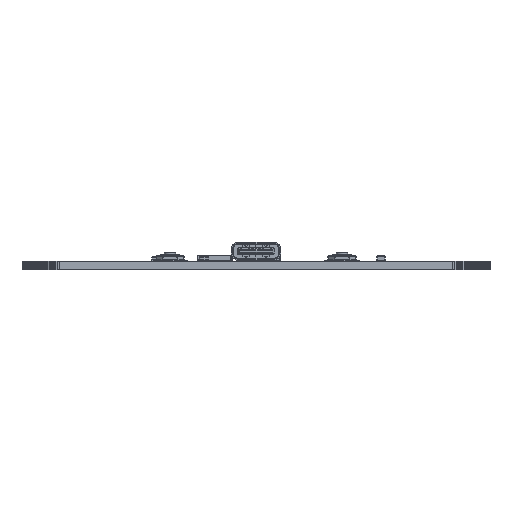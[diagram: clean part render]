
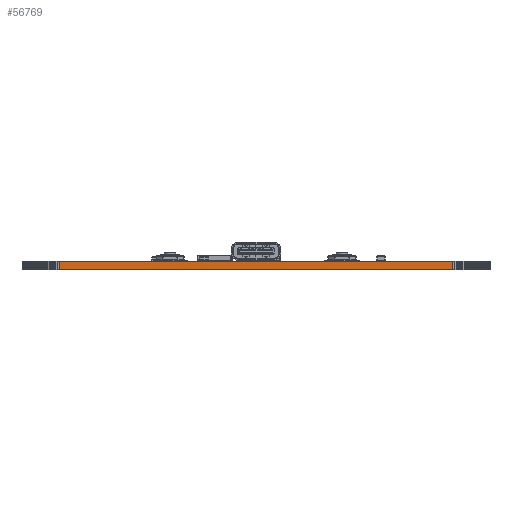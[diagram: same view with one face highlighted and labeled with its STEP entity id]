
A CAD part, front view. The second image highlights one B-rep face of the part: STEP entity #56769.
In plain terms, the highlighted planar face has unit normal (0, -1, 0).
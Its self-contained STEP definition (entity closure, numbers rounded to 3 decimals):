
#49176 = VERTEX_POINT('',#49177);
#49177 = CARTESIAN_POINT('',(110.892,-122.419,0.));
#49183 = EDGE_CURVE('',#49184,#49176,#49186,.T.);
#49184 = VERTEX_POINT('',#49185);
#49185 = CARTESIAN_POINT('',(181.934,-122.419,0.));
#49186 = LINE('',#49187,#49188);
#49187 = CARTESIAN_POINT('',(181.934,-122.419,0.));
#49188 = VECTOR('',#49189,1.);
#49189 = DIRECTION('',(-1.,0.,0.));
#51882 = VERTEX_POINT('',#51883);
#51883 = CARTESIAN_POINT('',(110.892,-122.419,1.51));
#51889 = EDGE_CURVE('',#51890,#51882,#51892,.T.);
#51890 = VERTEX_POINT('',#51891);
#51891 = CARTESIAN_POINT('',(181.934,-122.419,1.51));
#51892 = LINE('',#51893,#51894);
#51893 = CARTESIAN_POINT('',(181.934,-122.419,1.51));
#51894 = VECTOR('',#51895,1.);
#51895 = DIRECTION('',(-1.,0.,0.));
#56741 = EDGE_CURVE('',#49184,#51890,#56742,.T.);
#56742 = LINE('',#56743,#56744);
#56743 = CARTESIAN_POINT('',(181.934,-122.419,0.));
#56744 = VECTOR('',#56745,1.);
#56745 = DIRECTION('',(0.,0.,1.));
#56769 = ADVANCED_FACE('',(#56770),#56781,.T.);
#56770 = FACE_BOUND('',#56771,.T.);
#56771 = EDGE_LOOP('',(#56772,#56773,#56774,#56780));
#56772 = ORIENTED_EDGE('',*,*,#56741,.T.);
#56773 = ORIENTED_EDGE('',*,*,#51889,.T.);
#56774 = ORIENTED_EDGE('',*,*,#56775,.F.);
#56775 = EDGE_CURVE('',#49176,#51882,#56776,.T.);
#56776 = LINE('',#56777,#56778);
#56777 = CARTESIAN_POINT('',(110.892,-122.419,0.));
#56778 = VECTOR('',#56779,1.);
#56779 = DIRECTION('',(0.,0.,1.));
#56780 = ORIENTED_EDGE('',*,*,#49183,.F.);
#56781 = PLANE('',#56782);
#56782 = AXIS2_PLACEMENT_3D('',#56783,#56784,#56785);
#56783 = CARTESIAN_POINT('',(181.934,-122.419,0.));
#56784 = DIRECTION('',(0.,-1.,0.));
#56785 = DIRECTION('',(-1.,0.,0.));
